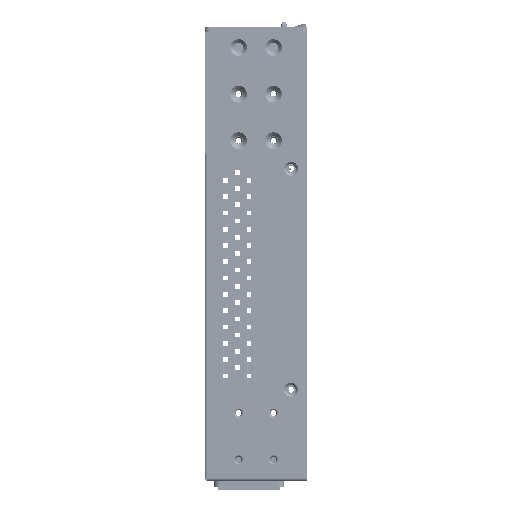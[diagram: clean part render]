
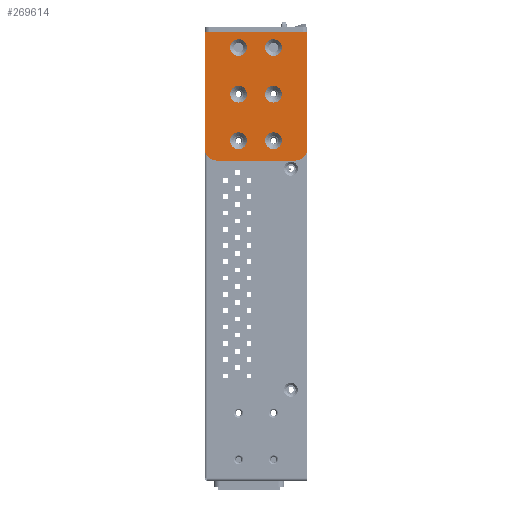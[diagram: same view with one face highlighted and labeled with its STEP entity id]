
A CAD part, left-side view. The second image highlights one B-rep face of the part: STEP entity #269614.
In plain terms, the highlighted planar face has unit normal (-1, 0, 0).
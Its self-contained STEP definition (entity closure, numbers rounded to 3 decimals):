
#268686=DIRECTION('',(0.,-1.,0.));
#268687=VECTOR('',#268686,44.);
#268688=CARTESIAN_POINT('',(-222.5,44.,192.5));
#268689=LINE('',#268688,#268687);
#268845=DIRECTION('',(0.,-1.,0.));
#268846=VECTOR('',#268845,34.);
#268847=CARTESIAN_POINT('',(-222.5,39.,137.5));
#268848=LINE('',#268847,#268846);
#268849=CARTESIAN_POINT('',(-222.5,39.,142.5));
#268850=DIRECTION('',(-1.,0.,0.));
#268851=DIRECTION('',(0.,1.,0.));
#268852=AXIS2_PLACEMENT_3D('',#268849,#268850,#268851);
#268854=DIRECTION('',(0.,0.,-1.));
#268855=VECTOR('',#268854,50.);
#268856=CARTESIAN_POINT('',(-222.5,44.,192.5));
#268857=LINE('',#268856,#268855);
#268858=DIRECTION('',(0.,0.,1.));
#268859=VECTOR('',#268858,50.);
#268860=CARTESIAN_POINT('',(-222.5,0.,142.5));
#268861=LINE('',#268860,#268859);
#268862=CARTESIAN_POINT('',(-222.5,5.,142.5));
#268863=DIRECTION('',(-1.,0.,0.));
#268864=DIRECTION('',(0.,0.,-1.));
#268865=AXIS2_PLACEMENT_3D('',#268862,#268863,#268864);
#268867=CARTESIAN_POINT('',(-222.5,29.5,146.));
#268868=DIRECTION('',(1.,0.,0.));
#268869=DIRECTION('',(0.,0.,-1.));
#268870=AXIS2_PLACEMENT_3D('',#268867,#268868,#268869);
#268872=CARTESIAN_POINT('',(-222.5,29.5,146.));
#268873=DIRECTION('',(1.,0.,0.));
#268874=DIRECTION('',(0.,0.,1.));
#268875=AXIS2_PLACEMENT_3D('',#268872,#268873,#268874);
#268877=CARTESIAN_POINT('',(-222.5,14.5,146.));
#268878=DIRECTION('',(1.,0.,0.));
#268879=DIRECTION('',(0.,0.,-1.));
#268880=AXIS2_PLACEMENT_3D('',#268877,#268878,#268879);
#268882=CARTESIAN_POINT('',(-222.5,14.5,146.));
#268883=DIRECTION('',(1.,0.,0.));
#268884=DIRECTION('',(0.,0.,1.));
#268885=AXIS2_PLACEMENT_3D('',#268882,#268883,#268884);
#268887=CARTESIAN_POINT('',(-222.5,14.5,166.));
#268888=DIRECTION('',(1.,0.,0.));
#268889=DIRECTION('',(0.,0.,-1.));
#268890=AXIS2_PLACEMENT_3D('',#268887,#268888,#268889);
#268892=CARTESIAN_POINT('',(-222.5,14.5,166.));
#268893=DIRECTION('',(1.,0.,0.));
#268894=DIRECTION('',(0.,0.,1.));
#268895=AXIS2_PLACEMENT_3D('',#268892,#268893,#268894);
#268897=CARTESIAN_POINT('',(-222.5,29.5,166.));
#268898=DIRECTION('',(1.,0.,0.));
#268899=DIRECTION('',(0.,0.,-1.));
#268900=AXIS2_PLACEMENT_3D('',#268897,#268898,#268899);
#268902=CARTESIAN_POINT('',(-222.5,29.5,166.));
#268903=DIRECTION('',(1.,0.,0.));
#268904=DIRECTION('',(0.,0.,1.));
#268905=AXIS2_PLACEMENT_3D('',#268902,#268903,#268904);
#268907=CARTESIAN_POINT('',(-222.5,29.5,186.));
#268908=DIRECTION('',(1.,0.,0.));
#268909=DIRECTION('',(0.,0.,-1.));
#268910=AXIS2_PLACEMENT_3D('',#268907,#268908,#268909);
#268912=CARTESIAN_POINT('',(-222.5,29.5,186.));
#268913=DIRECTION('',(1.,0.,0.));
#268914=DIRECTION('',(0.,0.,1.));
#268915=AXIS2_PLACEMENT_3D('',#268912,#268913,#268914);
#268917=CARTESIAN_POINT('',(-222.5,14.5,186.));
#268918=DIRECTION('',(1.,0.,0.));
#268919=DIRECTION('',(0.,0.,-1.));
#268920=AXIS2_PLACEMENT_3D('',#268917,#268918,#268919);
#268922=CARTESIAN_POINT('',(-222.5,14.5,186.));
#268923=DIRECTION('',(1.,0.,0.));
#268924=DIRECTION('',(0.,0.,1.));
#268925=AXIS2_PLACEMENT_3D('',#268922,#268923,#268924);
#269234=CARTESIAN_POINT('',(-222.5,0.,192.5));
#269235=VERTEX_POINT('',#269234);
#269236=CARTESIAN_POINT('',(-222.5,44.,192.5));
#269237=VERTEX_POINT('',#269236);
#269252=CARTESIAN_POINT('',(-222.5,0.,142.5));
#269253=VERTEX_POINT('',#269252);
#269254=CARTESIAN_POINT('',(-222.5,44.,142.5));
#269255=VERTEX_POINT('',#269254);
#269260=CARTESIAN_POINT('',(-222.5,39.,137.5));
#269261=VERTEX_POINT('',#269260);
#269262=CARTESIAN_POINT('',(-222.5,5.,137.5));
#269263=VERTEX_POINT('',#269262);
#269268=CARTESIAN_POINT('',(-222.5,29.5,142.4));
#269269=CARTESIAN_POINT('',(-222.5,29.5,149.6));
#269270=VERTEX_POINT('',#269268);
#269271=VERTEX_POINT('',#269269);
#269278=CARTESIAN_POINT('',(-222.5,14.5,142.4));
#269279=CARTESIAN_POINT('',(-222.5,14.5,149.6));
#269280=VERTEX_POINT('',#269278);
#269281=VERTEX_POINT('',#269279);
#269288=CARTESIAN_POINT('',(-222.5,29.5,
189.6));
#269289=VERTEX_POINT('',#269288);
#269290=CARTESIAN_POINT('',(-222.5,14.5,162.4));
#269291=CARTESIAN_POINT('',(-222.5,14.5,169.6));
#269292=VERTEX_POINT('',#269290);
#269293=VERTEX_POINT('',#269291);
#269306=CARTESIAN_POINT('',(-222.5,29.5,182.4));
#269307=VERTEX_POINT('',#269306);
#269308=CARTESIAN_POINT('',(-222.5,29.5,162.4));
#269309=CARTESIAN_POINT('',(-222.5,29.5,169.6));
#269310=VERTEX_POINT('',#269308);
#269311=VERTEX_POINT('',#269309);
#269332=CARTESIAN_POINT('',(-222.5,14.5,182.4));
#269333=CARTESIAN_POINT('',(-222.5,14.5,189.6));
#269334=VERTEX_POINT('',#269332);
#269335=VERTEX_POINT('',#269333);
#269562=CARTESIAN_POINT('',(-222.5,0.,192.5));
#269563=DIRECTION('',(1.,0.,0.));
#269564=DIRECTION('',(0.,-1.,0.));
#269565=AXIS2_PLACEMENT_3D('',#269562,#269563,#269564);
#269566=PLANE('',#269565);
#269568=ORIENTED_EDGE('',*,*,#269567,.F.);
#269570=ORIENTED_EDGE('',*,*,#269569,.F.);
#269571=ORIENTED_EDGE('',*,*,#269552,.F.);
#269572=ORIENTED_EDGE('',*,*,#269402,.T.);
#269573=ORIENTED_EDGE('',*,*,#269486,.F.);
#269575=ORIENTED_EDGE('',*,*,#269574,.F.);
#269576=EDGE_LOOP('',(#269568,#269570,#269571,#269572,#269573,#269575));
#269577=FACE_OUTER_BOUND('',#269576,.F.);
#269579=ORIENTED_EDGE('',*,*,#269578,.F.);
#269581=ORIENTED_EDGE('',*,*,#269580,.F.);
#269582=EDGE_LOOP('',(#269579,#269581));
#269583=FACE_BOUND('',#269582,.F.);
#269585=ORIENTED_EDGE('',*,*,#269584,.F.);
#269587=ORIENTED_EDGE('',*,*,#269586,.F.);
#269588=EDGE_LOOP('',(#269585,#269587));
#269589=FACE_BOUND('',#269588,.F.);
#269591=ORIENTED_EDGE('',*,*,#269590,.F.);
#269593=ORIENTED_EDGE('',*,*,#269592,.F.);
#269594=EDGE_LOOP('',(#269591,#269593));
#269595=FACE_BOUND('',#269594,.F.);
#269597=ORIENTED_EDGE('',*,*,#269596,.F.);
#269599=ORIENTED_EDGE('',*,*,#269598,.F.);
#269600=EDGE_LOOP('',(#269597,#269599));
#269601=FACE_BOUND('',#269600,.F.);
#269603=ORIENTED_EDGE('',*,*,#269602,.F.);
#269605=ORIENTED_EDGE('',*,*,#269604,.F.);
#269606=EDGE_LOOP('',(#269603,#269605));
#269607=FACE_BOUND('',#269606,.F.);
#269609=ORIENTED_EDGE('',*,*,#269608,.F.);
#269611=ORIENTED_EDGE('',*,*,#269610,.F.);
#269612=EDGE_LOOP('',(#269609,#269611));
#269613=FACE_BOUND('',#269612,.F.);
#269614=ADVANCED_FACE('',(#269577,#269583,#269589,#269595,#269601,#269607,
#269613),#269566,.F.);
#268853=CIRCLE('',#268852,5.);
#268866=CIRCLE('',#268865,5.);
#268871=CIRCLE('',#268870,3.6);
#268876=CIRCLE('',#268875,3.6);
#268881=CIRCLE('',#268880,3.6);
#268886=CIRCLE('',#268885,3.6);
#268891=CIRCLE('',#268890,3.6);
#268896=CIRCLE('',#268895,3.6);
#268901=CIRCLE('',#268900,3.6);
#268906=CIRCLE('',#268905,3.6);
#268911=CIRCLE('',#268910,3.6);
#268916=CIRCLE('',#268915,3.6);
#268921=CIRCLE('',#268920,3.6);
#268926=CIRCLE('',#268925,3.6);
#269402=EDGE_CURVE('',#269237,#269235,#268689,.T.);
#269486=EDGE_CURVE('',#269253,#269235,#268861,.T.);
#269552=EDGE_CURVE('',#269237,#269255,#268857,.T.);
#269567=EDGE_CURVE('',#269261,#269263,#268848,.T.);
#269569=EDGE_CURVE('',#269255,#269261,#268853,.T.);
#269574=EDGE_CURVE('',#269263,#269253,#268866,.T.);
#269578=EDGE_CURVE('',#269270,#269271,#268871,.T.);
#269580=EDGE_CURVE('',#269271,#269270,#268876,.T.);
#269584=EDGE_CURVE('',#269280,#269281,#268881,.T.);
#269586=EDGE_CURVE('',#269281,#269280,#268886,.T.);
#269590=EDGE_CURVE('',#269292,#269293,#268891,.T.);
#269592=EDGE_CURVE('',#269293,#269292,#268896,.T.);
#269596=EDGE_CURVE('',#269310,#269311,#268901,.T.);
#269598=EDGE_CURVE('',#269311,#269310,#268906,.T.);
#269602=EDGE_CURVE('',#269307,#269289,#268911,.T.);
#269604=EDGE_CURVE('',#269289,#269307,#268916,.T.);
#269608=EDGE_CURVE('',#269334,#269335,#268921,.T.);
#269610=EDGE_CURVE('',#269335,#269334,#268926,.T.);
